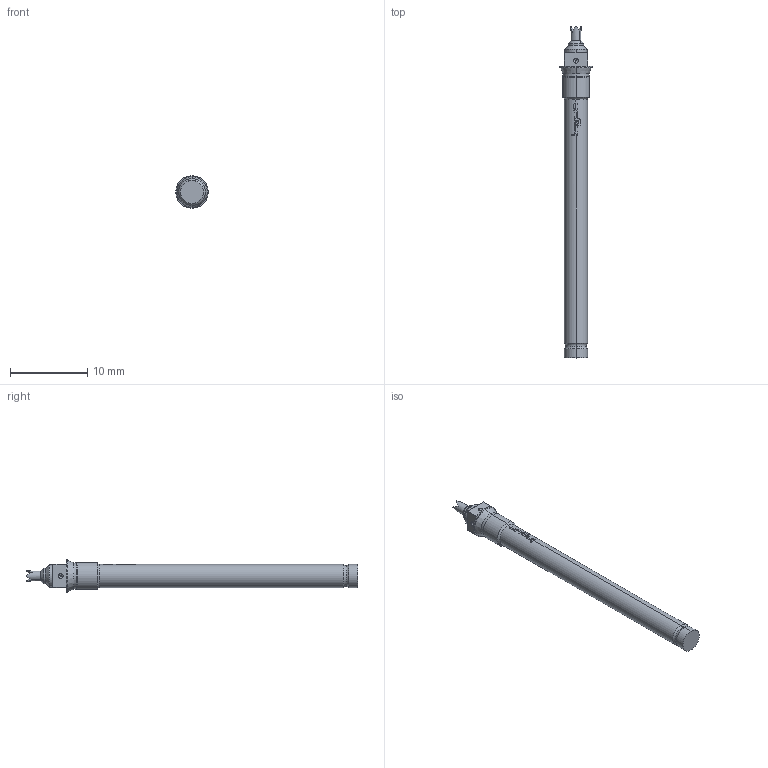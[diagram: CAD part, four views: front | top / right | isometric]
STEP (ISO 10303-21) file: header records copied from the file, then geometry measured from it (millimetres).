
FILE_DESCRIPTION (( 'STEP AP203' ), '1' );
FILE_NAME ('INGUN_PKS-388_204_130_R_xx02_MH.STEP', '2022-02-28T08:13:29', ( 'ochi' ), ( '' ), 'SwSTEP 2.0', 'SolidWorks 2018', '' );
FILE_SCHEMA (( 'CONFIG_CONTROL_DESIGN' ));
Length unit declared in the file: millimetre
Products named in the file (1): INGUN_PKS-388_204_130_R_xx02_MH
Bounding box: 4.2 x 43.1 x 4.2 mm (x, y, z)
Volume: 303.5 mm3; surface area: 426.5 mm2
Topology: 1 solids, 1 shells, 143 faces, 370 edges, 237 vertices
Faces by surface type: bspline 69, cylinder 35, plane 25, cone 10, torus 4
Entity records: 6087 total; most frequent: CARTESIAN_POINT 3188, ORIENTED_EDGE 740, EDGE_CURVE 370, DIRECTION 330, B_SPLINE_CURVE_WITH_KNOTS 238, VERTEX_POINT 237, EDGE_LOOP 151, FACE_OUTER_BOUND 143
